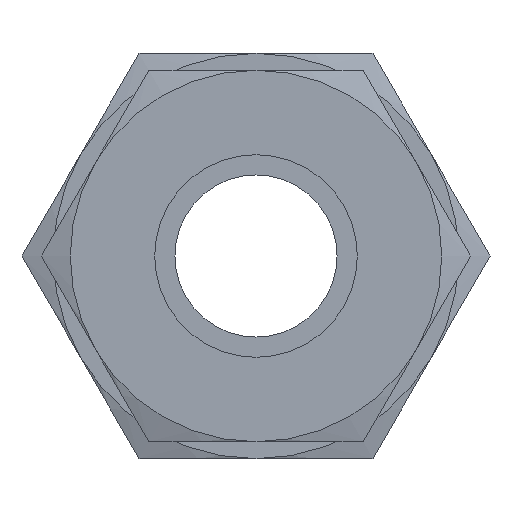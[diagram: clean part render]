
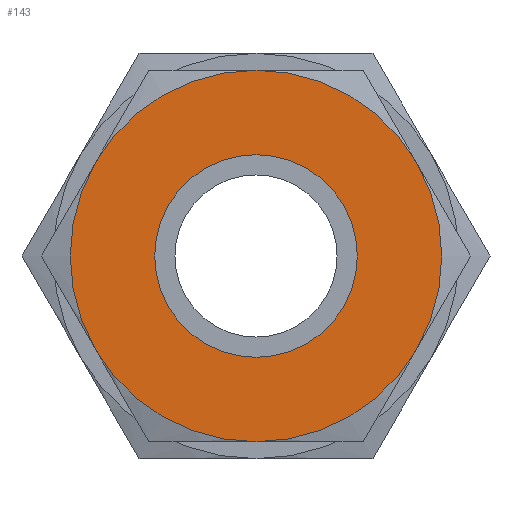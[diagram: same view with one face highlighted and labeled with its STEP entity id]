
A CAD part, left-side view. The second image highlights one B-rep face of the part: STEP entity #143.
In plain terms, the highlighted planar face has unit normal (-1, 0, 0).
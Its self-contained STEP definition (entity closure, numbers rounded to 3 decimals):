
#143 = ADVANCED_FACE( '', ( #313, #314 ), #315, .T. );
#313 = FACE_BOUND( '', #529, .T. );
#314 = FACE_OUTER_BOUND( '', #530, .T. );
#315 = PLANE( '', #531 );
#529 = EDGE_LOOP( '', ( #1094 ) );
#530 = EDGE_LOOP( '', ( #1095, #1096, #1097, #1098, #1099, #1100 ) );
#531 = AXIS2_PLACEMENT_3D( '', #1101, #1102, #1103 );
#1094 = ORIENTED_EDGE( '', *, *, #1433, .T. );
#1095 = ORIENTED_EDGE( '', *, *, #1434, .F. );
#1096 = ORIENTED_EDGE( '', *, *, #1435, .F. );
#1097 = ORIENTED_EDGE( '', *, *, #1361, .F. );
#1098 = ORIENTED_EDGE( '', *, *, #1357, .F. );
#1099 = ORIENTED_EDGE( '', *, *, #1354, .F. );
#1100 = ORIENTED_EDGE( '', *, *, #1355, .F. );
#1101 = CARTESIAN_POINT( '', ( -25., 11., 0. ) );
#1102 = DIRECTION( '', ( -1., 0., 0. ) );
#1103 = DIRECTION( '', ( 0., 0., 1. ) );
#1354 = EDGE_CURVE( '', #1613, #1465, #1615, .T. );
#1355 = EDGE_CURVE( '', #1489, #1613, #1616, .T. );
#1357 = EDGE_CURVE( '', #1465, #1618, #1619, .T. );
#1361 = EDGE_CURVE( '', #1618, #1477, #1624, .T. );
#1433 = EDGE_CURVE( '', #1723, #1723, #1724, .T. );
#1434 = EDGE_CURVE( '', #1686, #1489, #1725, .T. );
#1435 = EDGE_CURVE( '', #1477, #1686, #1726, .T. );
#1465 = VERTEX_POINT( '', #1781 );
#1477 = VERTEX_POINT( '', #1815 );
#1489 = VERTEX_POINT( '', #1849 );
#1613 = VERTEX_POINT( '', #2182 );
#1615 = CIRCLE( '', #2189, 11. );
#1616 = CIRCLE( '', #2190, 11. );
#1618 = VERTEX_POINT( '', #2197 );
#1619 = CIRCLE( '', #2198, 11. );
#1624 = CIRCLE( '', #2213, 11. );
#1686 = VERTEX_POINT( '', #2419 );
#1723 = VERTEX_POINT( '', #2531 );
#1724 = CIRCLE( '', #2532, 6. );
#1725 = CIRCLE( '', #2533, 11. );
#1726 = CIRCLE( '', #2534, 11. );
#1781 = CARTESIAN_POINT( '', ( -25., -9.526, 5.5 ) );
#1815 = CARTESIAN_POINT( '', ( -25., 0., -11. ) );
#1849 = CARTESIAN_POINT( '', ( -25., 9.526, 5.5 ) );
#2182 = CARTESIAN_POINT( '', ( -25., 0., 11. ) );
#2189 = AXIS2_PLACEMENT_3D( '', #2636, #2637, #2638 );
#2190 = AXIS2_PLACEMENT_3D( '', #2639, #2640, #2641 );
#2197 = CARTESIAN_POINT( '', ( -25., -9.526, -5.5 ) );
#2198 = AXIS2_PLACEMENT_3D( '', #2642, #2643, #2644 );
#2213 = AXIS2_PLACEMENT_3D( '', #2648, #2649, #2650 );
#2419 = CARTESIAN_POINT( '', ( -25., 9.526, -5.5 ) );
#2531 = CARTESIAN_POINT( '', ( -25., 0., -6. ) );
#2532 = AXIS2_PLACEMENT_3D( '', #2727, #2728, #2729 );
#2533 = AXIS2_PLACEMENT_3D( '', #2730, #2731, #2732 );
#2534 = AXIS2_PLACEMENT_3D( '', #2733, #2734, #2735 );
#2636 = CARTESIAN_POINT( '', ( -25., 0., 0. ) );
#2637 = DIRECTION( '', ( 1., 0., 0. ) );
#2638 = DIRECTION( '', ( 0., 0., -1. ) );
#2639 = CARTESIAN_POINT( '', ( -25., 0., 0. ) );
#2640 = DIRECTION( '', ( 1., 0., 0. ) );
#2641 = DIRECTION( '', ( 0., 0., -1. ) );
#2642 = CARTESIAN_POINT( '', ( -25., 0., 0. ) );
#2643 = DIRECTION( '', ( 1., 0., 0. ) );
#2644 = DIRECTION( '', ( 0., 0., -1. ) );
#2648 = CARTESIAN_POINT( '', ( -25., 0., 0. ) );
#2649 = DIRECTION( '', ( 1., 0., 0. ) );
#2650 = DIRECTION( '', ( 0., 0., -1. ) );
#2727 = CARTESIAN_POINT( '', ( -25., 0., 0. ) );
#2728 = DIRECTION( '', ( 1., 0., 0. ) );
#2729 = DIRECTION( '', ( 0., 0., -1. ) );
#2730 = CARTESIAN_POINT( '', ( -25., 0., 0. ) );
#2731 = DIRECTION( '', ( 1., 0., 0. ) );
#2732 = DIRECTION( '', ( 0., 0., -1. ) );
#2733 = CARTESIAN_POINT( '', ( -25., 0., 0. ) );
#2734 = DIRECTION( '', ( 1., 0., 0. ) );
#2735 = DIRECTION( '', ( 0., 0., -1. ) );
